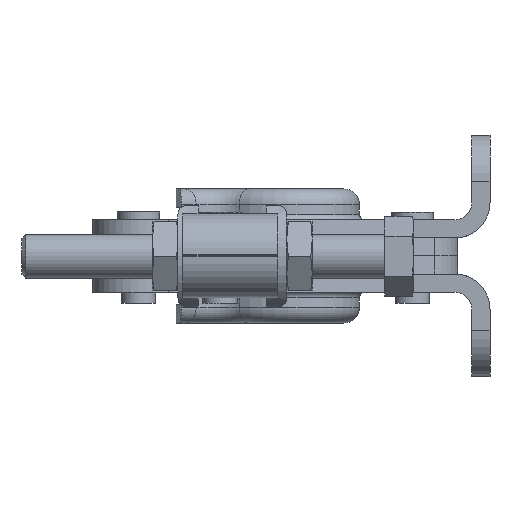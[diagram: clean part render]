
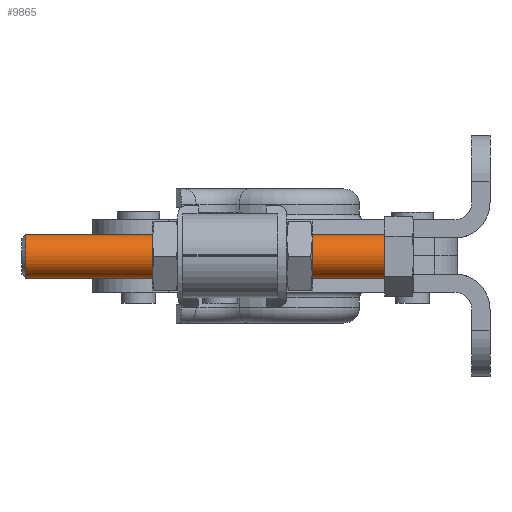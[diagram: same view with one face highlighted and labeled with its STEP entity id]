
A CAD part, left-side view. The second image highlights one B-rep face of the part: STEP entity #9865.
In plain terms, the highlighted cylindrical face has radius 6 mm (diameter 12 mm), a full revolution.
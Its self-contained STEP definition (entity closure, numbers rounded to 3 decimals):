
#2254=VERTEX_POINT('',#15136);
#2256=VERTEX_POINT('',#15141);
#3020=CIRCLE('',#11207,6.);
#3022=CIRCLE('',#11210,6.);
#4128=EDGE_CURVE('',#2254,#2254,#3020,.T.);
#4130=EDGE_CURVE('',#2256,#2256,#3022,.T.);
#6489=ORIENTED_EDGE('',*,*,#4130,.T.);
#6490=ORIENTED_EDGE('',*,*,#4128,.F.);
#8231=EDGE_LOOP('',(#6489));
#8232=EDGE_LOOP('',(#6490));
#9115=FACE_BOUND('',#8231,.T.);
#9116=FACE_BOUND('',#8232,.T.);
#9865=ADVANCED_FACE('',(#9115,#9116),#10301,.T.);
#10301=CYLINDRICAL_SURFACE('',#11209,6.);
#11207=AXIS2_PLACEMENT_3D('',#15135,#18715,#18716);
#11209=AXIS2_PLACEMENT_3D('',#15139,#18719,#18720);
#11210=AXIS2_PLACEMENT_3D('',#15140,#18721,#18722);
#15135=CARTESIAN_POINT('',(196.219,632.159,11.65));
#15136=CARTESIAN_POINT('',(196.219,632.159,5.65));
#15139=CARTESIAN_POINT('',(196.219,583.159,11.65));
#15140=CARTESIAN_POINT('',(196.219,533.159,11.65));
#15141=CARTESIAN_POINT('',(196.219,533.159,5.65));
#18715=DIRECTION('',(0.,1.,0.));
#18716=DIRECTION('',(0.,0.,6.));
#18719=DIRECTION('',(0.,1.,0.));
#18720=DIRECTION('',(0.,0.,-6.));
#18721=DIRECTION('',(0.,1.,0.));
#18722=DIRECTION('',(0.,0.,-6.));
